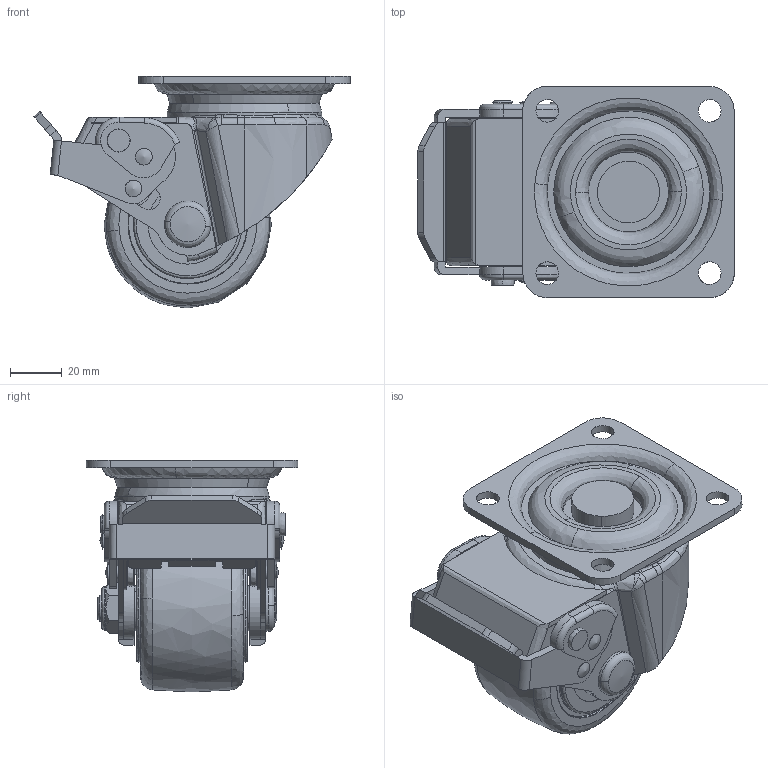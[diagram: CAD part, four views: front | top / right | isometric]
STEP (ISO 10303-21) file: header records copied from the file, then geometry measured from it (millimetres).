
FILE_DESCRIPTION((''),'2;1');
FILE_NAME('','2007-04-02T16:29:13',(''),(''),'','CADfix','');
FILE_SCHEMA(('AUTOMOTIVE_DESIGN { 1 0 10303 214 1 1 1 1 }'));
Length unit declared in the file: millimetre
Bounding box: 122.73 x 82 x 90 mm (x, y, z)
Volume: 256993.1 mm3; surface area: 93086.8 mm2
Topology: 10 solids, 10 shells, 536 faces, 1837 edges, 1352 vertices
Faces by surface type: bspline 536
Entity records: 29981 total; most frequent: CARTESIAN_POINT 19192, ORIENTED_EDGE 3670, EDGE_CURVE 1835, VERTEX_POINT 1352, B_SPLINE_CURVE_WITH_KNOTS 1212, EDGE_LOOP 617, QUASI_UNIFORM_CURVE 601, FACE_OUTER_BOUND 536
